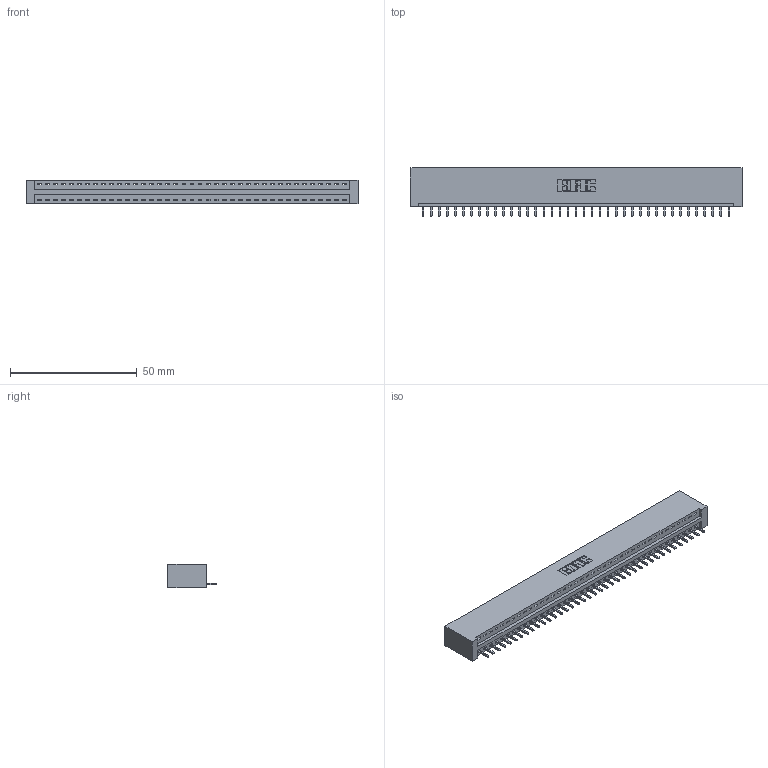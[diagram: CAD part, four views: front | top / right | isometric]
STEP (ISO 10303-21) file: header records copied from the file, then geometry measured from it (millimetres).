
FILE_DESCRIPTION (( 'STEP AP203' ), '1' );
FILE_NAME ('396-039-521-101.STEP', '2018-09-06T09:55:21', ( '' ), ( '' ), 'SwSTEP 2.0', 'SolidWorks 2016', '' );
FILE_SCHEMA (( 'CONFIG_CONTROL_DESIGN' ));
Length unit declared in the file: inch
Products named in the file (3): 346 Part_No Mounting Lugs; 345-292-001_345-293-121; 396-039-521-101
Assembly tree (40 placements, depth 2):
  396-039-521-101
    346 Part_No Mounting Lugs
    345-292-001_345-293-121  x39
Bounding box: 131.06 x 19.05 x 9.4 mm (x, y, z)
Volume: 12963.5 mm3; surface area: 15804.1 mm2
Topology: 40 solids, 40 shells, 2376 faces, 7169 edges, 4726 vertices
Faces by surface type: plane 1632, cylinder 744
Entity records: 24349 total; most frequent: CARTESIAN_POINT 4181, ORIENTED_EDGE 4154, DIRECTION 3687, EDGE_CURVE 2077, LINE 1797, VECTOR 1797, VERTEX_POINT 1382, AXIS2_PLACEMENT_3D 945
